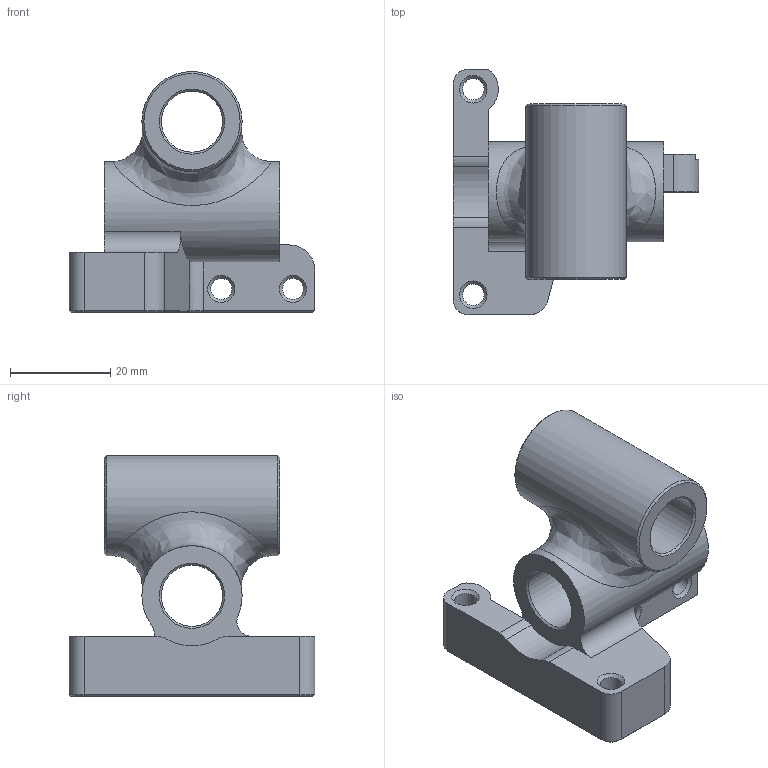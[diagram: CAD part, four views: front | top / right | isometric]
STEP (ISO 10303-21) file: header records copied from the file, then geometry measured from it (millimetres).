
FILE_DESCRIPTION(('FreeCAD Model'),'2;1');
FILE_NAME('Open CASCADE Shape Model','2024-12-30T02:39:53',(''),(''), 'Open CASCADE STEP processor 7.7','FreeCAD','Unknown');
FILE_SCHEMA(('AUTOMOTIVE_DESIGN { 1 0 10303 214 1 1 1 1 }'));
Length unit declared in the file: millimetre
Products named in the file (1): Hotend-UMO-Ender3
Bounding box: 49 x 49 x 48.1 mm (x, y, z)
Volume: 25520.8 mm3; surface area: 11041.4 mm2
Topology: 1 solids, 1 shells, 72 faces, 174 edges, 107 vertices
Faces by surface type: plane 30, cylinder 21, cone 20, bspline 1
Full cylindrical faces by diameter (mm): 4.2 x2, 4.3 x3, 12.2 x2, 20 x1
Entity records: 2933 total; most frequent: CARTESIAN_POINT 1165, DIRECTION 383, ORIENTED_EDGE 348, EDGE_CURVE 174, AXIS2_PLACEMENT_3D 141, VERTEX_POINT 107, LINE 101, VECTOR 101
